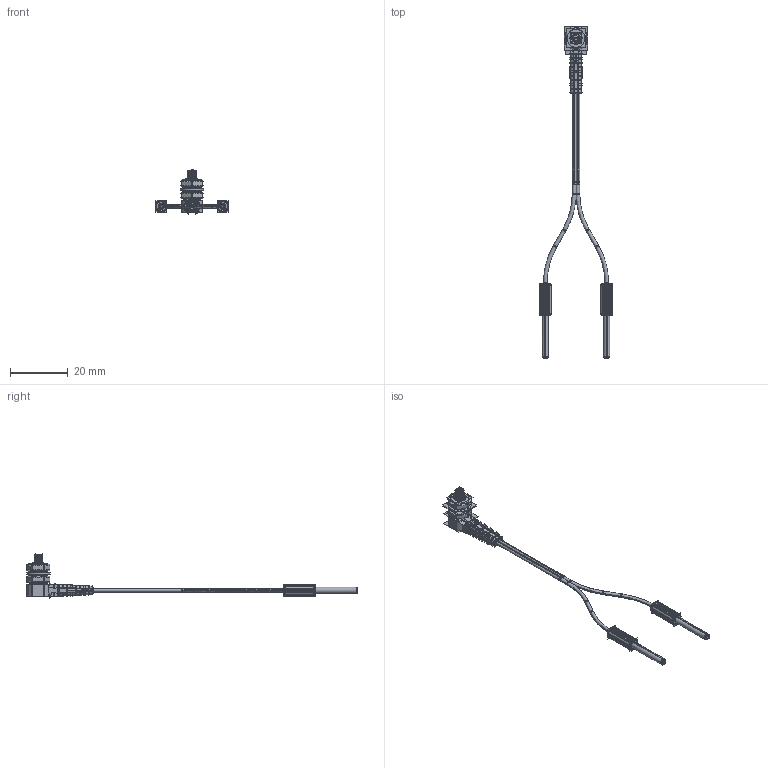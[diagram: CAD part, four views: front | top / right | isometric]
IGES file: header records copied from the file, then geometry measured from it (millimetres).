
Start section:  PTC IGES file: 194316.igs
Global section: file name: 194316.igs; native system: Creo Parametric by Parametric Technology Corporation; preprocessor: 2016010; author: pdmadmin; organization: Unknown; date: 20160811.095458; units: millimetre
Bounding box: 25.3 x 115.15 x 15.34 mm (x, y, z)
Volume: 2201.8 mm3; surface area: 22640.5 mm2
Topology: 4 solids, 6 shells, 1196 faces, 7955 edges, 11329 vertices
Faces by surface type: revolution 648, bspline 544, extrusion 4
